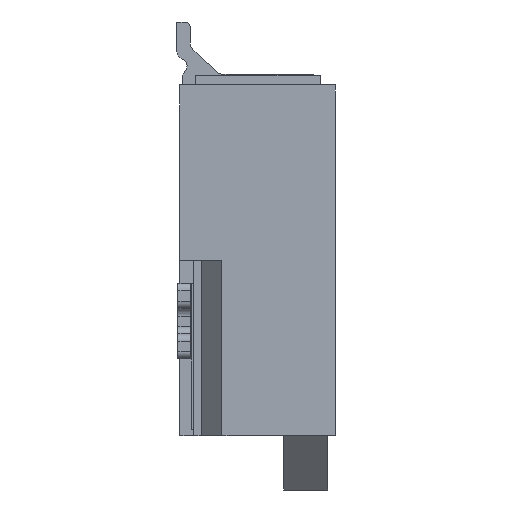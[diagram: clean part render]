
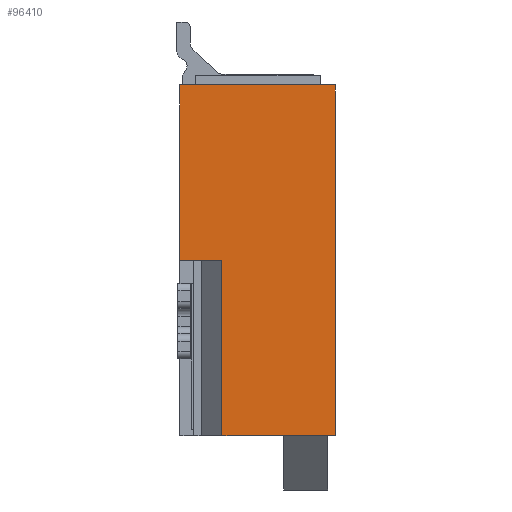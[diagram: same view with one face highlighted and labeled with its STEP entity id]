
A CAD part, left-side view. The second image highlights one B-rep face of the part: STEP entity #96410.
In plain terms, the highlighted planar face has unit normal (-1, 0, 0).
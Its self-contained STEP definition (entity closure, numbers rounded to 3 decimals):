
#20390=CARTESIAN_POINT('',(17.546,54.569,0.));
#20400=DIRECTION('',(0.,0.,1.));
#20410=VECTOR('',#20400,1.);
#20420=LINE('',#20390,#20410);
#20430=CARTESIAN_POINT('',(17.546,54.569,2.79));
#20440=VERTEX_POINT('',#20430);
#20450=CARTESIAN_POINT('',(17.546,54.569,5.57));
#20460=VERTEX_POINT('',#20450);
#20470=EDGE_CURVE('',#20440,#20460,#20420,.T.);
#46140=CARTESIAN_POINT('',(17.546,53.899,0.));
#46150=VERTEX_POINT('',#46140);
#46180=CARTESIAN_POINT('',(17.546,0.,0.));
#46190=DIRECTION('',(0.,1.,0.));
#46200=VECTOR('',#46190,1.);
#46210=LINE('',#46180,#46200);
#46220=CARTESIAN_POINT('',(17.546,52.099,0.));
#46230=VERTEX_POINT('',#46220);
#46240=EDGE_CURVE('',#46230,#46150,#46210,.T.);
#94230=CARTESIAN_POINT('',(17.546,52.099,0.));
#94240=DIRECTION('',(0.,0.,1.));
#94250=VECTOR('',#94240,1.);
#94260=LINE('',#94230,#94250);
#94270=CARTESIAN_POINT('',(17.546,52.099,5.57));
#94280=VERTEX_POINT('',#94270);
#94290=EDGE_CURVE('',#46230,#94280,#94260,.T.);
#96110=CARTESIAN_POINT('',(17.546,52.069,0.));
#96120=DIRECTION('',(-1.,0.,0.));
#96130=DIRECTION('',(0.,1.,0.));
#96140=AXIS2_PLACEMENT_3D('',#96110,#96120,#96130);
#96150=PLANE('',#96140);
#96160=ORIENTED_EDGE('',*,*,#20470,.F.);
#96170=CARTESIAN_POINT('',(17.546,0.,5.57));
#96180=DIRECTION('',(0.,1.,0.));
#96190=VECTOR('',#96180,1.);
#96200=LINE('',#96170,#96190);
#96210=EDGE_CURVE('',#94280,#20460,#96200,.T.);
#96220=ORIENTED_EDGE('',*,*,#96210,.T.);
#96230=ORIENTED_EDGE('',*,*,#94290,.T.);
#96240=ORIENTED_EDGE('',*,*,#46240,.F.);
#96250=CARTESIAN_POINT('',(17.546,53.899,0.));
#96260=DIRECTION('',(0.,-0.,1.));
#96270=VECTOR('',#96260,1.);
#96280=LINE('',#96250,#96270);
#96290=CARTESIAN_POINT('',(17.546,53.899,2.79));
#96300=VERTEX_POINT('',#96290);
#96310=EDGE_CURVE('',#46150,#96300,#96280,.T.);
#96320=ORIENTED_EDGE('',*,*,#96310,.F.);
#96330=CARTESIAN_POINT('',(17.546,0.,2.79));
#96340=DIRECTION('',(0.,-1.,-0.));
#96350=VECTOR('',#96340,1.);
#96360=LINE('',#96330,#96350);
#96370=EDGE_CURVE('',#20440,#96300,#96360,.T.);
#96380=ORIENTED_EDGE('',*,*,#96370,.T.);
#96390=EDGE_LOOP('',(#96380,#96320,#96240,#96230,#96220,#96160));
#96400=FACE_OUTER_BOUND('',#96390,.T.);
#96410=ADVANCED_FACE('',(#96400),#96150,.T.);
